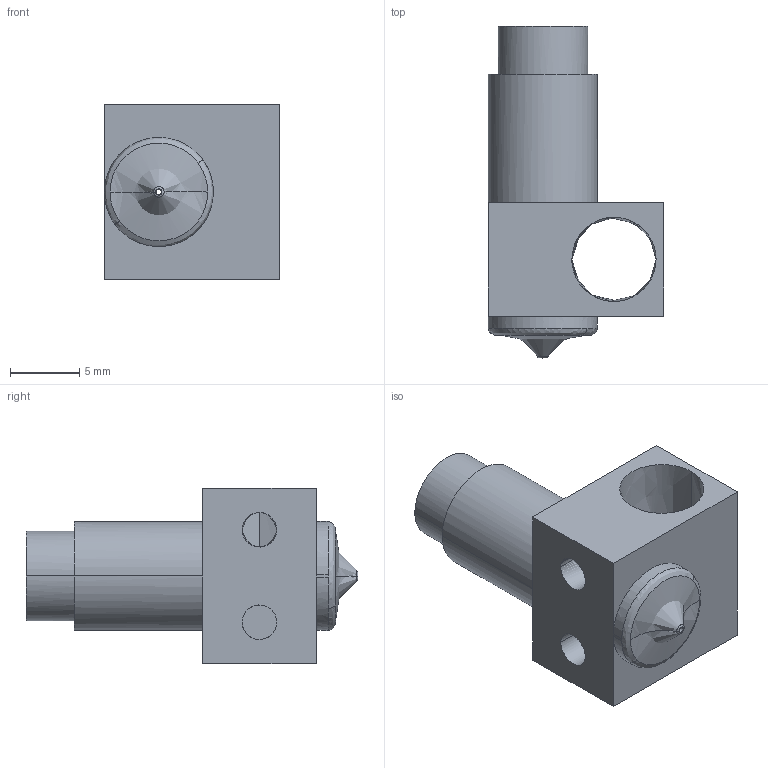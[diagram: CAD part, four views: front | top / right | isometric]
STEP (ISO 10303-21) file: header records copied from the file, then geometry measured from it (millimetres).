
FILE_DESCRIPTION(/* description */ (''),/* implementation_level */ '2;1');
FILE_NAME(/* name */ 'NOZZLE~1',/* time_stamp */ '2014-10-14T14:08:27+02:00',/* author */ (''),/* organization */ (''),/* preprocessor_version */ 'ST-DEVELOPER v14',/* originating_system */ '',/* authorisation */ '');
FILE_SCHEMA (('AUTOMOTIVE_DESIGN'));
Length unit declared in the file: millimetre
Products named in the file (1): Document
Bounding box: 12.7 x 24.05 x 12.7 mm (x, y, z)
Volume: 1462.7 mm3; surface area: 1488.7 mm2
Topology: 1 solids, 1 shells, 46 faces, 127 edges, 85 vertices
Faces by surface type: bspline 31, plane 15
Entity records: 2444 total; most frequent: CARTESIAN_POINT 1699, ORIENTED_EDGE 254, EDGE_CURVE 127, VERTEX_POINT 85, EDGE_LOOP 54, B_SPLINE_CURVE_WITH_KNOTS 48, ADVANCED_FACE 46, FACE_OUTER_BOUND 46
